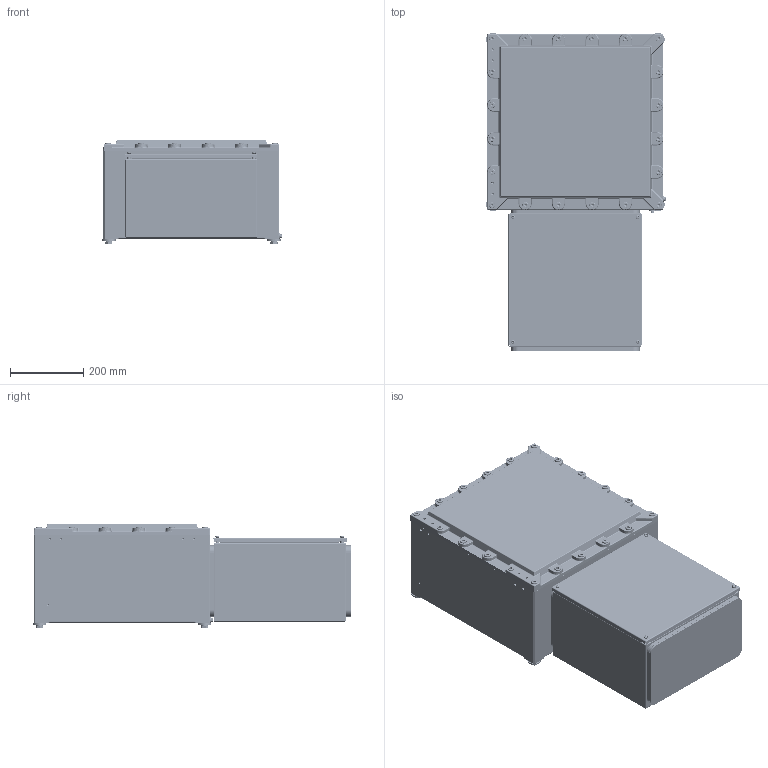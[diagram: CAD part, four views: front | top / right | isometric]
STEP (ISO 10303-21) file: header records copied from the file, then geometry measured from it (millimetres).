
FILE_DESCRIPTION (( 'STEP AP203' ), '1' );
FILE_NAME ('8264-_332-3__0-8125-_206-ap203.STEP', '2013-02-14T12:01:28', ( 'Admin' ), ( 'R. STAHL AG' ), 'SwSTEP 2.0', 'SolidWorks 2012', '' );
FILE_SCHEMA (( 'CONFIG_CONTROL_DESIGN' ));
Products named in the file (39): 8264-_332-3__0-8125-_206-ap203; 81_250_50_49_6_81 250 57 49 6; 504_694_0; Einpreßbolzen M5x25^81_250_50_49_6; 81_250_50_49_6_81 250 56 49 6; 506_829_0; 506_281_0; 503_669_0_M6 x 30; 81_259_52_10_0; 81_259_04_51_0; 81_259_52_10_3; 81_250_52_10_3_Dichtung; 8125-_206_480x300 CD; 509_642_0_montiert; 509_642_0_1_montiert; 509_642_0; 81_250_11_05_0; 81_250_11_05_0_Dichtung_81_259_51_05_6; 81_257_01_05_6_81 257 05 05 6; 81_259_01_51_0; 81_259_68_04_6_81_259_88_04_6; 504_778_0; 526_621_0; 8264-_332-3__0; 506_712_0; 506_761_0; 500_635_0; 502_606_0_Standard M10 x 30; 506_228_0; 502_077_0; 506_886_0; 506_548_0; 502_812_0_Vereinfacht; 520_539_0; 82_649_03_55_0; 82_649_05_05_6_82_629_45_05_3; 82_649_63_04_6_82_649_63_04_3
Assembly tree (110 placements, depth 4):
  8264-_332-3__0-8125-_206-ap203
    8264-_332-3__0
      82_649_63_04_6_82_649_63_04_3
      82_649_05_05_6_82_629_45_05_3
      82_649_03_55_0
      520_539_0
      502_812_0_Vereinfacht
      506_548_0
      506_886_0
      502_077_0  x4
      506_228_0  x4
      502_606_0_Standard M10 x 30  x20
      500_635_0  x4
      506_761_0  x4
      506_712_0  x4
    8125-_206_480x300 CD
      81_259_68_04_6_81_259_88_04_6
        81_259_68_04_6_81_259_88_04_6
        526_621_0  x8
        504_778_0  x4
      81_259_01_51_0  x4
      81_250_11_05_0
        81_257_01_05_6_81 257 05 05 6
        81_250_11_05_0_Dichtung_81_259_51_05_6
      509_642_0_montiert  x4
        509_642_0
        509_642_0_1_montiert
    81_259_52_10_0  x2
      81_259_52_10_3
        81_259_52_10_0
        81_250_52_10_3_Dichtung  x2
      81_259_04_51_0
    520_539_0
    502_812_0_Vereinfacht
    506_548_0
    506_886_0
    503_669_0_M6 x 30
    506_281_0  x2
    506_829_0  x2
    81_250_50_49_6_81 250 57 49 6
      81_250_50_49_6_81 250 56 49 6
      Einpreßbolzen M5x25^81_250_50_49_6  x8
      504_694_0
Bounding box: 490.33 x 868.43 x 284.1 mm (x, y, z)
Volume: 19718330.5 mm3; surface area: 3810453.4 mm2
Topology: 115 solids, 115 shells, 4564 faces, 10429 edges, 6133 vertices
Faces by surface type: cylinder 1772, plane 1315, cone 506, bspline 449, torus 400, sphere 122
Entity records: 109032 total; most frequent: CARTESIAN_POINT 39944, ORIENTED_EDGE 13340, DIRECTION 13177, EDGE_CURVE 6670, AXIS2_PLACEMENT_3D 5167, VERTEX_POINT 3977, EDGE_LOOP 3159, ADVANCED_FACE 2876
